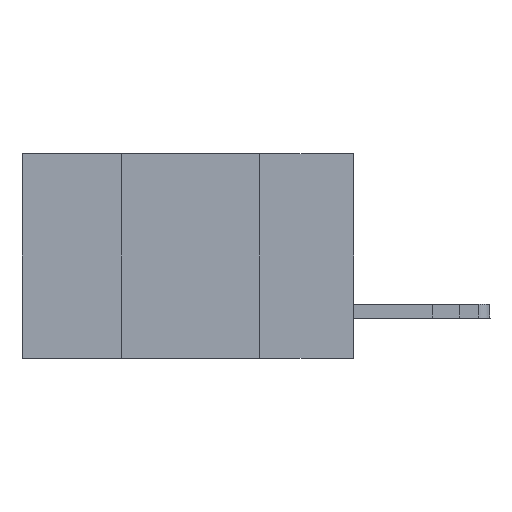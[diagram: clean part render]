
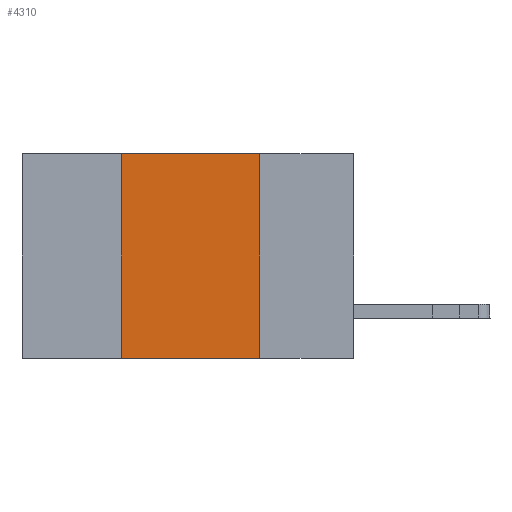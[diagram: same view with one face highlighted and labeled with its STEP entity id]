
A CAD part, left-side view. The second image highlights one B-rep face of the part: STEP entity #4310.
In plain terms, the highlighted planar face has unit normal (-1, 0, 0).
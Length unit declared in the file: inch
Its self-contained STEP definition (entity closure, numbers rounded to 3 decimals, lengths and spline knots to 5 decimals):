
#157 = ORIENTED_EDGE ( 'NONE', *, *, #6072, .T. ) ;
#167 = VECTOR ( 'NONE', #4521, 39.37008 ) ;
#345 = CARTESIAN_POINT ( 'NONE',  ( 0., 0.17, 0. ) ) ;
#1974 = EDGE_CURVE ( 'NONE', #8330, #7594, #15410, .T. ) ;
#2699 = VERTEX_POINT ( 'NONE', #3790 ) ;
#3143 = CARTESIAN_POINT ( 'NONE',  ( 0., 0.42, 0. ) ) ;
#3549 = PLANE ( 'NONE',  #16333 ) ;
#3677 = DIRECTION ( 'NONE',  ( 0., 0., -1. ) ) ;
#3790 = CARTESIAN_POINT ( 'NONE',  ( 0., 0.17, -0.37 ) ) ;
#4310 = ADVANCED_FACE ( 'NONE', ( #15091 ), #3549, .F. ) ;
#4521 = DIRECTION ( 'NONE',  ( 0., 0., -1. ) ) ;
#5907 = DIRECTION ( 'NONE',  ( 0., 0., 1. ) ) ;
#5995 = CARTESIAN_POINT ( 'NONE',  ( 0., 0.6, -0.37 ) ) ;
#6028 = CARTESIAN_POINT ( 'NONE',  ( 0., 0.42, 0. ) ) ;
#6072 = EDGE_CURVE ( 'NONE', #7343, #2699, #17256, .T. ) ;
#6715 = VECTOR ( 'NONE', #8573, 39.37008 ) ;
#7343 = VERTEX_POINT ( 'NONE', #7725 ) ;
#7594 = VERTEX_POINT ( 'NONE', #8208 ) ;
#7725 = CARTESIAN_POINT ( 'NONE',  ( 0., 0.42, -0.37 ) ) ;
#8020 = DIRECTION ( 'NONE',  ( 1., 0., 0. ) ) ;
#8208 = CARTESIAN_POINT ( 'NONE',  ( 0., 0.17, 0. ) ) ;
#8330 = VERTEX_POINT ( 'NONE', #6028 ) ;
#8502 = ORIENTED_EDGE ( 'NONE', *, *, #8531, .F. ) ;
#8531 = EDGE_CURVE ( 'NONE', #7343, #8330, #15982, .T. ) ;
#8573 = DIRECTION ( 'NONE',  ( 0., -1., 0. ) ) ;
#9654 = VECTOR ( 'NONE', #5907, 39.37008 ) ;
#11571 = DIRECTION ( 'NONE',  ( 0., -1., 0. ) ) ;
#11982 = VECTOR ( 'NONE', #11571, 39.37008 ) ;
#12378 = EDGE_LOOP ( 'NONE', ( #12647, #16957, #8502, #157 ) ) ;
#12647 = ORIENTED_EDGE ( 'NONE', *, *, #12768, .F. ) ;
#12688 = CARTESIAN_POINT ( 'NONE',  ( 0., 0.6, 0. ) ) ;
#12768 = EDGE_CURVE ( 'NONE', #7594, #2699, #15849, .T. ) ;
#15091 = FACE_OUTER_BOUND ( 'NONE', #12378, .T. ) ;
#15410 = LINE ( 'NONE', #12688, #6715 ) ;
#15849 = LINE ( 'NONE', #345, #167 ) ;
#15982 = LINE ( 'NONE', #3143, #9654 ) ;
#16295 = CARTESIAN_POINT ( 'NONE',  ( 0., 0.6, 0. ) ) ;
#16333 = AXIS2_PLACEMENT_3D ( 'NONE', #16295, #8020, #3677 ) ;
#16957 = ORIENTED_EDGE ( 'NONE', *, *, #1974, .F. ) ;
#17256 = LINE ( 'NONE', #5995, #11982 ) ;
